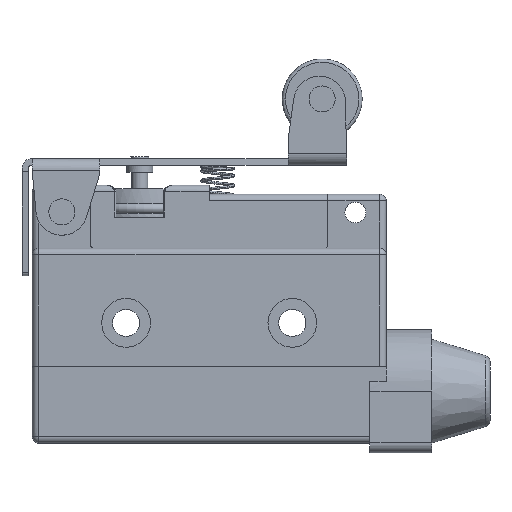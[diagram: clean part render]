
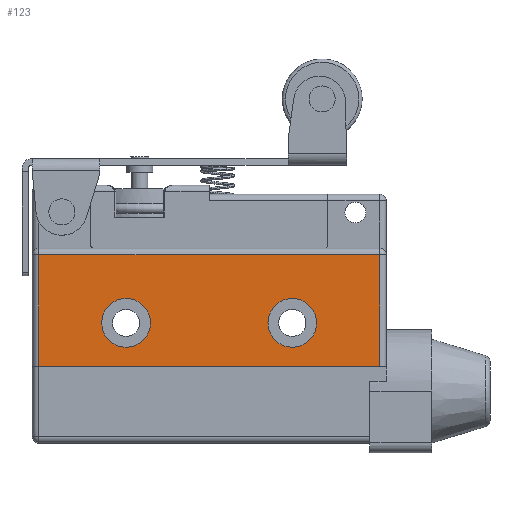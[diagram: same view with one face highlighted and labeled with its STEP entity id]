
A CAD part, top view. The second image highlights one B-rep face of the part: STEP entity #123.
In plain terms, the highlighted planar face has unit normal (0, 0, 1).
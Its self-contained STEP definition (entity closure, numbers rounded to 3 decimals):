
#123=ADVANCED_FACE('',(#805,#807,#809),#811,.T.);
#805=FACE_BOUND('',#806,.T.);
#806=EDGE_LOOP('',(#4309,#4310,#4311,#4312));
#807=FACE_BOUND('',#808,.T.);
#808=EDGE_LOOP('',(#4313));
#809=FACE_BOUND('',#810,.T.);
#810=EDGE_LOOP('',(#4314));
#811=PLANE('',#812);
#812=AXIS2_PLACEMENT_3D('',#813,#814,#815);
#813=CARTESIAN_POINT('',(0.,0.,11.));
#814=DIRECTION('',(0.,0.,1.));
#815=DIRECTION('',(1.,0.,0.));
#4309=ORIENTED_EDGE('',*,*,#5262,.T.);
#4310=ORIENTED_EDGE('',*,*,#5403,.T.);
#4311=ORIENTED_EDGE('',*,*,#5404,.T.);
#4312=ORIENTED_EDGE('',*,*,#5405,.T.);
#4313=ORIENTED_EDGE('',*,*,#5402,.F.);
#4314=ORIENTED_EDGE('',*,*,#5406,.F.);
#5262=EDGE_CURVE('',#5931,#5929,#5932,.T.);
#5402=EDGE_CURVE('',#6163,#6163,#6164,.T.);
#5403=EDGE_CURVE('',#5929,#6165,#6166,.T.);
#5404=EDGE_CURVE('',#6165,#6167,#6168,.T.);
#5405=EDGE_CURVE('',#6167,#5931,#6169,.T.);
#5406=EDGE_CURVE('',#6170,#6170,#6171,.T.);
#5929=VERTEX_POINT('',#7088);
#5931=VERTEX_POINT('',#7093);
#5932=LINE('',#7094,#7095);
#6163=VERTEX_POINT('',#7782);
#6164=CIRCLE('',#7783,3.75);
#6165=VERTEX_POINT('',#7787);
#6166=LINE('',#7788,#7789);
#6167=VERTEX_POINT('',#7791);
#6168=LINE('',#7792,#7793);
#6169=LINE('',#7795,#7796);
#6170=VERTEX_POINT('',#7798);
#6171=CIRCLE('',#7799,3.75);
#7088=CARTESIAN_POINT('',(26.25,0.,11.));
#7093=CARTESIAN_POINT('',(-26.25,0.,11.));
#7094=CARTESIAN_POINT('',(-26.25,0.,11.));
#7095=VECTOR('',#7096,1.);
#7096=DIRECTION('',(1.,0.,0.));
#7782=CARTESIAN_POINT('',(16.55,6.7,11.));
#7783=AXIS2_PLACEMENT_3D('',#7784,#7785,#7786);
#7784=CARTESIAN_POINT('',(12.8,6.7,11.));
#7785=DIRECTION('',(0.,0.,1.));
#7786=DIRECTION('',(-1.,0.,0.));
#7787=CARTESIAN_POINT('',(26.25,17.2,11.));
#7788=CARTESIAN_POINT('',(26.25,0.,11.));
#7789=VECTOR('',#7790,1.);
#7790=DIRECTION('',(0.,1.,0.));
#7791=CARTESIAN_POINT('',(-26.25,17.2,11.));
#7792=CARTESIAN_POINT('',(26.25,17.2,11.));
#7793=VECTOR('',#7794,1.);
#7794=DIRECTION('',(-1.,0.,0.));
#7795=CARTESIAN_POINT('',(-26.25,17.2,11.));
#7796=VECTOR('',#7797,1.);
#7797=DIRECTION('',(0.,-1.,0.));
#7798=CARTESIAN_POINT('',(-9.05,6.7,11.));
#7799=AXIS2_PLACEMENT_3D('',#7800,#7801,#7802);
#7800=CARTESIAN_POINT('',(-12.8,6.7,11.));
#7801=DIRECTION('',(0.,0.,1.));
#7802=DIRECTION('',(1.,0.,0.));
